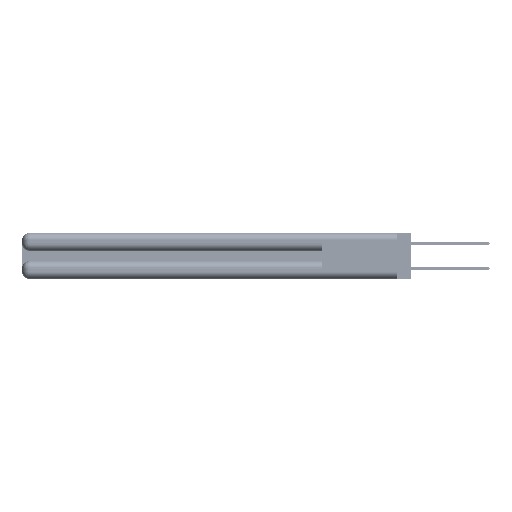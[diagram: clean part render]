
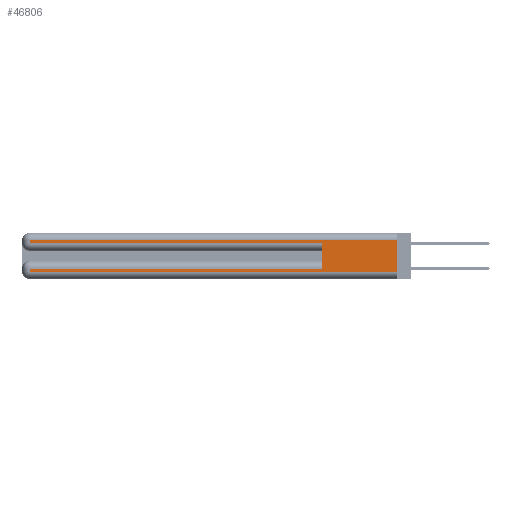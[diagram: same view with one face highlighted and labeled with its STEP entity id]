
A CAD part, left-side view. The second image highlights one B-rep face of the part: STEP entity #46806.
In plain terms, the highlighted planar face has unit normal (-1, 0, 0).
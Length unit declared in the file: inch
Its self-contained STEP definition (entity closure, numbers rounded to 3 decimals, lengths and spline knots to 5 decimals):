
#615 = PLANE ( 'NONE',  #6569 ) ;
#668 = DIRECTION ( 'NONE',  ( 0., 0., -1. ) ) ;
#1236 = VECTOR ( 'NONE', #31467, 39.37008 ) ;
#2769 = LINE ( 'NONE', #16416, #35140 ) ;
#2993 = EDGE_LOOP ( 'NONE', ( #25212, #45175, #14792, #4084, #33442, #44536, #10299, #36409 ) ) ;
#4084 = ORIENTED_EDGE ( 'NONE', *, *, #12208, .T. ) ;
#4546 = LINE ( 'NONE', #38333, #48022 ) ;
#6569 = AXIS2_PLACEMENT_3D ( 'NONE', #34450, #9163, #38643 ) ;
#6622 = VECTOR ( 'NONE', #14917, 39.37008 ) ;
#7380 = CARTESIAN_POINT ( 'NONE',  ( 0., 2.94, 0.31 ) ) ;
#9163 = DIRECTION ( 'NONE',  ( 1., 0., 0. ) ) ;
#10299 = ORIENTED_EDGE ( 'NONE', *, *, #49771, .T. ) ;
#11570 = EDGE_CURVE ( 'NONE', #48602, #54230, #47462, .T. ) ;
#12208 = EDGE_CURVE ( 'NONE', #43964, #17788, #4546, .T. ) ;
#12541 = LINE ( 'NONE', #14472, #1236 ) ;
#12968 = DIRECTION ( 'NONE',  ( 0., 1., 0. ) ) ;
#13466 = CARTESIAN_POINT ( 'NONE',  ( 0., 0., 0.06 ) ) ;
#14472 = CARTESIAN_POINT ( 'NONE',  ( 0., 2.94, 0.37 ) ) ;
#14792 = ORIENTED_EDGE ( 'NONE', *, *, #38894, .T. ) ;
#14917 = DIRECTION ( 'NONE',  ( 0., 0., -1. ) ) ;
#15283 = VERTEX_POINT ( 'NONE', #37178 ) ;
#16416 = CARTESIAN_POINT ( 'NONE',  ( 0., 0., 0.31 ) ) ;
#17057 = CARTESIAN_POINT ( 'NONE',  ( 0., 0., 0.085 ) ) ;
#17788 = VERTEX_POINT ( 'NONE', #20705 ) ;
#18354 = LINE ( 'NONE', #42497, #29606 ) ;
#18375 = CARTESIAN_POINT ( 'NONE',  ( 0., 0., 0.31 ) ) ;
#19268 = LINE ( 'NONE', #32090, #6622 ) ;
#20016 = CARTESIAN_POINT ( 'NONE',  ( 0., 0.6, 0.085 ) ) ;
#20705 = CARTESIAN_POINT ( 'NONE',  ( 0., 0.6, 0.285 ) ) ;
#23327 = EDGE_CURVE ( 'NONE', #40171, #50635, #2769, .T. ) ;
#24507 = LINE ( 'NONE', #34265, #44172 ) ;
#25212 = ORIENTED_EDGE ( 'NONE', *, *, #49199, .F. ) ;
#25946 = LINE ( 'NONE', #26081, #37084 ) ;
#26081 = CARTESIAN_POINT ( 'NONE',  ( 0., 2.94, 0.37 ) ) ;
#29606 = VECTOR ( 'NONE', #34062, 39.37008 ) ;
#31467 = DIRECTION ( 'NONE',  ( 0., 0., -1. ) ) ;
#31755 = EDGE_CURVE ( 'NONE', #48602, #17788, #18354, .T. ) ;
#32090 = CARTESIAN_POINT ( 'NONE',  ( 0., 0., 0.37 ) ) ;
#33442 = ORIENTED_EDGE ( 'NONE', *, *, #31755, .F. ) ;
#33771 = DIRECTION ( 'NONE',  ( 0., -1., 0. ) ) ;
#34062 = DIRECTION ( 'NONE',  ( 0., 0., 1. ) ) ;
#34265 = CARTESIAN_POINT ( 'NONE',  ( 0., 0., 0.06 ) ) ;
#34450 = CARTESIAN_POINT ( 'NONE',  ( 0., 0., 0.37 ) ) ;
#35140 = VECTOR ( 'NONE', #37405, 39.37008 ) ;
#35957 = FACE_OUTER_BOUND ( 'NONE', #2993, .T. ) ;
#36318 = VECTOR ( 'NONE', #12968, 39.37008 ) ;
#36409 = ORIENTED_EDGE ( 'NONE', *, *, #49527, .T. ) ;
#37084 = VECTOR ( 'NONE', #668, 39.37008 ) ;
#37178 = CARTESIAN_POINT ( 'NONE',  ( 0., 2.94, 0.06 ) ) ;
#37405 = DIRECTION ( 'NONE',  ( 0., 1., 0. ) ) ;
#38333 = CARTESIAN_POINT ( 'NONE',  ( 0., 0., 0.285 ) ) ;
#38456 = DIRECTION ( 'NONE',  ( 0., -1., 0. ) ) ;
#38643 = DIRECTION ( 'NONE',  ( 0., 0., -1. ) ) ;
#38894 = EDGE_CURVE ( 'NONE', #50635, #43964, #25946, .T. ) ;
#38910 = VERTEX_POINT ( 'NONE', #13466 ) ;
#40171 = VERTEX_POINT ( 'NONE', #18375 ) ;
#41964 = CARTESIAN_POINT ( 'NONE',  ( 0., 2.94, 0.285 ) ) ;
#42497 = CARTESIAN_POINT ( 'NONE',  ( 0., 0.6, 0.145 ) ) ;
#43964 = VERTEX_POINT ( 'NONE', #41964 ) ;
#44172 = VECTOR ( 'NONE', #38456, 39.37008 ) ;
#44536 = ORIENTED_EDGE ( 'NONE', *, *, #11570, .T. ) ;
#45175 = ORIENTED_EDGE ( 'NONE', *, *, #23327, .T. ) ;
#46806 = ADVANCED_FACE ( 'NONE', ( #35957 ), #615, .F. ) ;
#47462 = LINE ( 'NONE', #17057, #36318 ) ;
#48022 = VECTOR ( 'NONE', #33771, 39.37008 ) ;
#48602 = VERTEX_POINT ( 'NONE', #20016 ) ;
#49199 = EDGE_CURVE ( 'NONE', #40171, #38910, #19268, .T. ) ;
#49527 = EDGE_CURVE ( 'NONE', #15283, #38910, #24507, .T. ) ;
#49771 = EDGE_CURVE ( 'NONE', #54230, #15283, #12541, .T. ) ;
#50621 = CARTESIAN_POINT ( 'NONE',  ( 0., 2.94, 0.085 ) ) ;
#50635 = VERTEX_POINT ( 'NONE', #7380 ) ;
#54230 = VERTEX_POINT ( 'NONE', #50621 ) ;
